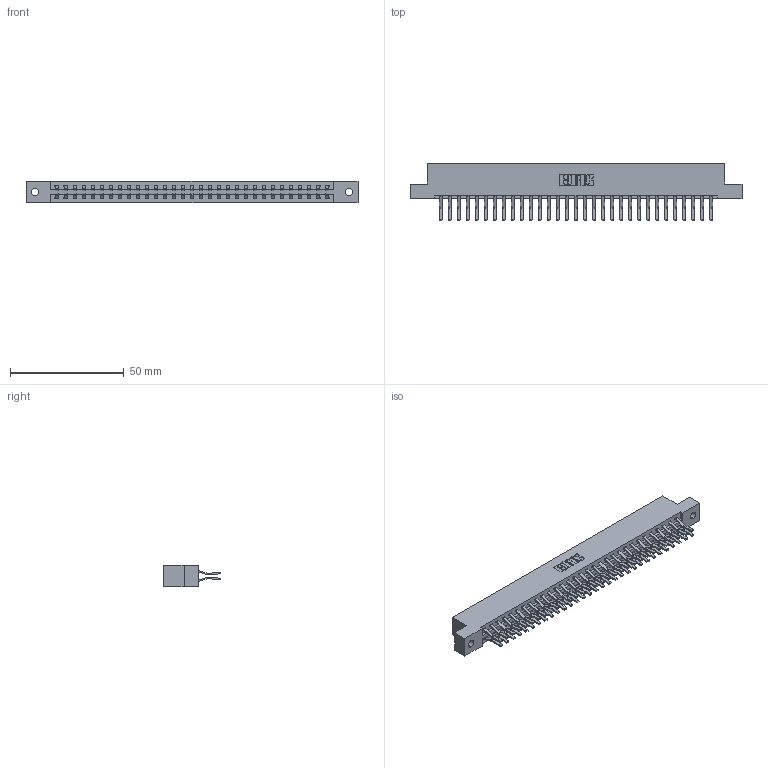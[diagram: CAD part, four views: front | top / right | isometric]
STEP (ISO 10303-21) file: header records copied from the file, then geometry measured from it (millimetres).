
FILE_DESCRIPTION (( 'STEP AP203' ), '1' );
FILE_NAME ('337-062-560-202.STEP', '2018-08-11T05:03:44', ( '' ), ( '' ), 'SwSTEP 2.0', 'SolidWorks 2016', '' );
FILE_SCHEMA (( 'CONFIG_CONTROL_DESIGN' ));
Length unit declared in the file: inch
Products named in the file (3): 337 Part_Flush Mounting Lugs - 0.128 Dia; 345-292-001_560 Tail; 337-062-560-202
Assembly tree (63 placements, depth 2):
  337-062-560-202
    337 Part_Flush Mounting Lugs - 0.128 Dia
    345-292-001_560 Tail  x62
Bounding box: 145.85 x 24.78 x 9.4 mm (x, y, z)
Volume: 15593.8 mm3; surface area: 18425.4 mm2
Topology: 63 solids, 63 shells, 3586 faces, 10665 edges, 7026 vertices
Faces by surface type: plane 2426, cylinder 1160
Entity records: 25549 total; most frequent: CARTESIAN_POINT 4314, ORIENTED_EDGE 4250, DIRECTION 3693, EDGE_CURVE 2125, LINE 1993, VECTOR 1993, VERTEX_POINT 1414, AXIS2_PLACEMENT_3D 850
